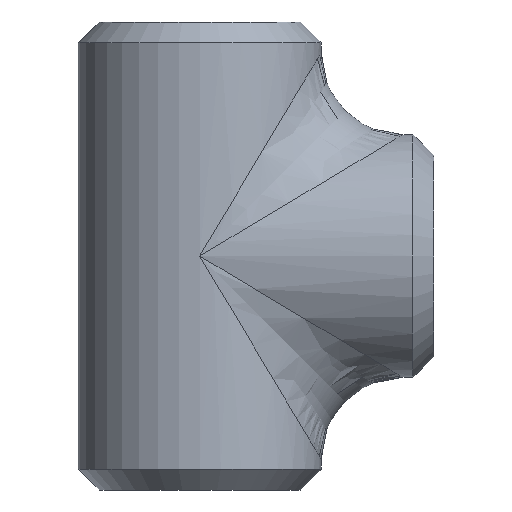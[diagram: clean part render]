
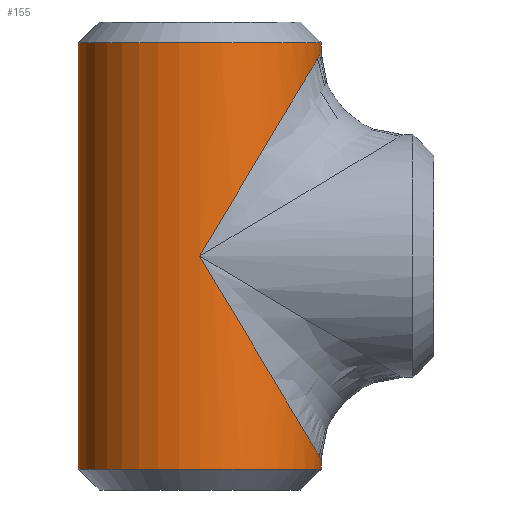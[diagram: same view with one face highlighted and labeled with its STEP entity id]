
A CAD part, front view. The second image highlights one B-rep face of the part: STEP entity #155.
In plain terms, the highlighted cylindrical face has radius 44.45 mm (diameter 88.9 mm), a partial arc.
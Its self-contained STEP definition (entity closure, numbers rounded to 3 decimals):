
#1 = ORIENTED_EDGE ( 'NONE', *, *, #1336, .F. ) ;
#5 = DIRECTION ( 'NONE',  ( 1., 0., 0. ) ) ;
#26 = EDGE_CURVE ( 'NONE', #728, #1040, #862, .T. ) ;
#34 = ORIENTED_EDGE ( 'NONE', *, *, #392, .T. ) ;
#108 = ORIENTED_EDGE ( 'NONE', *, *, #422, .F. ) ;
#155 = ADVANCED_FACE ( 'NONE', ( #250 ), #457, .T. ) ;
#178 =( BOUNDED_CURVE ( )  B_SPLINE_CURVE ( 3, ( #388, #531, #1133, #712 ),
 .UNSPECIFIED., .F., .T. ) 
 B_SPLINE_CURVE_WITH_KNOTS ( ( 4, 4 ),
 ( 1.571, 3.142 ),
 .UNSPECIFIED. ) 
 CURVE ( )  GEOMETRIC_REPRESENTATION_ITEM ( )  RATIONAL_B_SPLINE_CURVE ( ( 1., 0.805, 0.805, 1. ) ) 
 REPRESENTATION_ITEM ( '' )  );
#188 = VECTOR ( 'NONE', #751, 1000. ) ;
#213 = LINE ( 'NONE', #1157, #750 ) ;
#237 = VERTEX_POINT ( 'NONE', #1309 ) ;
#250 = FACE_OUTER_BOUND ( 'NONE', #943, .T. ) ;
#254 = AXIS2_PLACEMENT_3D ( 'NONE', #1186, #696, #474 ) ;
#277 = DIRECTION ( 'NONE',  ( 0., 0., -1. ) ) ;
#294 = EDGE_CURVE ( 'NONE', #453, #728, #364, .T. ) ;
#314 = EDGE_CURVE ( 'NONE', #683, #658, #178, .T. ) ;
#336 = DIRECTION ( 'NONE',  ( 0., 0., -1. ) ) ;
#364 = LINE ( 'NONE', #1366, #628 ) ;
#381 = CARTESIAN_POINT ( 'NONE',  ( 44.45, 0., -74.45 ) ) ;
#388 = CARTESIAN_POINT ( 'NONE',  ( 0., -44.45, 0. ) ) ;
#392 = EDGE_CURVE ( 'NONE', #580, #453, #991, .T. ) ;
#401 = AXIS2_PLACEMENT_3D ( 'NONE', #1109, #586, #500 ) ;
#422 = EDGE_CURVE ( 'NONE', #580, #658, #213, .T. ) ;
#447 = CARTESIAN_POINT ( 'NONE',  ( 44.45, 0., 78.09 ) ) ;
#453 = VERTEX_POINT ( 'NONE', #538 ) ;
#457 = CYLINDRICAL_SURFACE ( 'NONE', #254, 44.45 ) ;
#462 = LINE ( 'NONE', #1298, #188 ) ;
#474 = DIRECTION ( 'NONE',  ( -1., 0., 0. ) ) ;
#500 = DIRECTION ( 'NONE',  ( 1., 0., 0. ) ) ;
#531 = CARTESIAN_POINT ( 'NONE',  ( 26.038, -44.45, 43.612 ) ) ;
#538 = CARTESIAN_POINT ( 'NONE',  ( -44.45, 0., 78.09 ) ) ;
#577 = CARTESIAN_POINT ( 'NONE',  ( 44.45, 0., 74.45 ) ) ;
#580 = VERTEX_POINT ( 'NONE', #447 ) ;
#585 = CARTESIAN_POINT ( 'NONE',  ( 0., -44.45, 0. ) ) ;
#586 = DIRECTION ( 'NONE',  ( 0., 0., 1. ) ) ;
#628 = VECTOR ( 'NONE', #277, 1000. ) ;
#658 = VERTEX_POINT ( 'NONE', #577 ) ;
#683 = VERTEX_POINT ( 'NONE', #585 ) ;
#696 = DIRECTION ( 'NONE',  ( 0., 0., -1. ) ) ;
#712 = CARTESIAN_POINT ( 'NONE',  ( 44.45, 0., 74.45 ) ) ;
#728 = VERTEX_POINT ( 'NONE', #790 ) ;
#750 = VECTOR ( 'NONE', #846, 1000. ) ;
#751 = DIRECTION ( 'NONE',  ( 0., 0., -1. ) ) ;
#762 = ORIENTED_EDGE ( 'NONE', *, *, #1060, .T. ) ;
#790 = CARTESIAN_POINT ( 'NONE',  ( -44.45, 0., -78.09 ) ) ;
#846 = DIRECTION ( 'NONE',  ( 0., 0., -1. ) ) ;
#853 = ORIENTED_EDGE ( 'NONE', *, *, #294, .T. ) ;
#862 = CIRCLE ( 'NONE', #401, 44.45 ) ;
#943 = EDGE_LOOP ( 'NONE', ( #108, #34, #853, #1281, #1, #762, #1112 ) ) ;
#953 = AXIS2_PLACEMENT_3D ( 'NONE', #1174, #336, #5 ) ;
#991 = CIRCLE ( 'NONE', #953, 44.45 ) ;
#1016 = CARTESIAN_POINT ( 'NONE',  ( 26.038, -44.45, -43.612 ) ) ;
#1040 = VERTEX_POINT ( 'NONE', #1127 ) ;
#1060 = EDGE_CURVE ( 'NONE', #237, #683, #1258, .T. ) ;
#1109 = CARTESIAN_POINT ( 'NONE',  ( 0., 0., -78.09 ) ) ;
#1112 = ORIENTED_EDGE ( 'NONE', *, *, #314, .T. ) ;
#1127 = CARTESIAN_POINT ( 'NONE',  ( 44.45, 0., -78.09 ) ) ;
#1133 = CARTESIAN_POINT ( 'NONE',  ( 44.45, -26.038, 74.45 ) ) ;
#1157 = CARTESIAN_POINT ( 'NONE',  ( 44.45, 0., 85.7 ) ) ;
#1174 = CARTESIAN_POINT ( 'NONE',  ( 0., 0., 78.09 ) ) ;
#1186 = CARTESIAN_POINT ( 'NONE',  ( 0., 0., 85.7 ) ) ;
#1258 =( BOUNDED_CURVE ( )  B_SPLINE_CURVE ( 3, ( #381, #1344, #1016, #1327 ),
 .UNSPECIFIED., .F., .F. ) 
 B_SPLINE_CURVE_WITH_KNOTS ( ( 4, 4 ),
 ( 3.142, 4.712 ),
 .UNSPECIFIED. ) 
 CURVE ( )  GEOMETRIC_REPRESENTATION_ITEM ( )  RATIONAL_B_SPLINE_CURVE ( ( 1., 0.805, 0.805, 1. ) ) 
 REPRESENTATION_ITEM ( '' )  );
#1281 = ORIENTED_EDGE ( 'NONE', *, *, #26, .T. ) ;
#1298 = CARTESIAN_POINT ( 'NONE',  ( 44.45, 0., 85.7 ) ) ;
#1309 = CARTESIAN_POINT ( 'NONE',  ( 44.45, 0., -74.45 ) ) ;
#1327 = CARTESIAN_POINT ( 'NONE',  ( 0., -44.45, 0. ) ) ;
#1336 = EDGE_CURVE ( 'NONE', #237, #1040, #462, .T. ) ;
#1344 = CARTESIAN_POINT ( 'NONE',  ( 44.45, -26.038, -74.45 ) ) ;
#1366 = CARTESIAN_POINT ( 'NONE',  ( -44.45, 0., 85.7 ) ) ;
